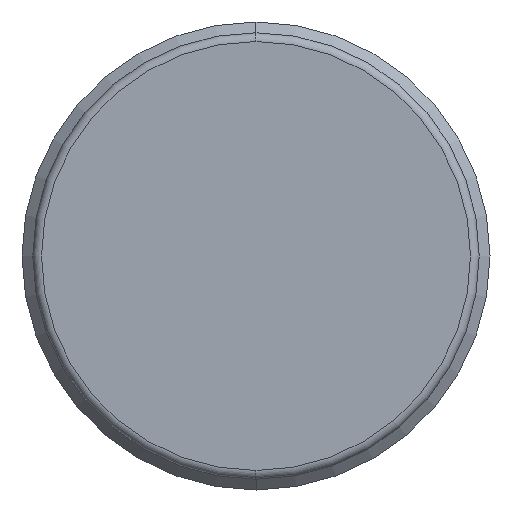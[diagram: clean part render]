
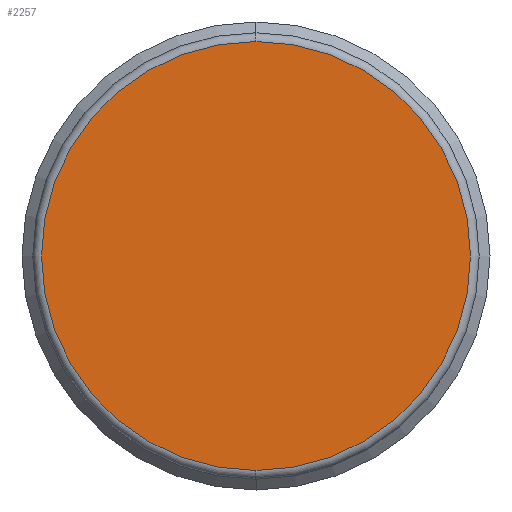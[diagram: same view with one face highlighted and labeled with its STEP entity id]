
A CAD part, left-side view. The second image highlights one B-rep face of the part: STEP entity #2257.
In plain terms, the highlighted planar face has unit normal (-1, 0, 0).
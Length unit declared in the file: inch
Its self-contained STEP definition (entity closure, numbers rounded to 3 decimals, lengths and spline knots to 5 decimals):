
#193 = AXIS2_PLACEMENT_3D ( 'NONE', #2048, #1115, #757 ) ;
#377 = EDGE_CURVE ( 'NONE', #1216, #1230, #2320, .T. ) ;
#406 = CIRCLE ( 'NONE', #690, 0.36661 ) ;
#432 = DIRECTION ( 'NONE',  ( 0., 0., -1. ) ) ;
#560 = AXIS2_PLACEMENT_3D ( 'NONE', #671, #1845, #1076 ) ;
#562 = CARTESIAN_POINT ( 'NONE',  ( 0., 0., -0.36661 ) ) ;
#671 = CARTESIAN_POINT ( 'NONE',  ( 0., 0., 0. ) ) ;
#690 = AXIS2_PLACEMENT_3D ( 'NONE', #1392, #1412, #432 ) ;
#757 = DIRECTION ( 'NONE',  ( 0., 0., -1. ) ) ;
#1076 = DIRECTION ( 'NONE',  ( 0., 0., 1. ) ) ;
#1087 = PLANE ( 'NONE',  #560 ) ;
#1115 = DIRECTION ( 'NONE',  ( 1., 0., 0. ) ) ;
#1216 = VERTEX_POINT ( 'NONE', #562 ) ;
#1230 = VERTEX_POINT ( 'NONE', #1798 ) ;
#1392 = CARTESIAN_POINT ( 'NONE',  ( 0., 0., 0. ) ) ;
#1412 = DIRECTION ( 'NONE',  ( 1., 0., 0. ) ) ;
#1665 = FACE_OUTER_BOUND ( 'NONE', #2393, .T. ) ;
#1798 = CARTESIAN_POINT ( 'NONE',  ( 0., 0., 0.36661 ) ) ;
#1812 = ORIENTED_EDGE ( 'NONE', *, *, #377, .F. ) ;
#1845 = DIRECTION ( 'NONE',  ( -1., 0., 0. ) ) ;
#2048 = CARTESIAN_POINT ( 'NONE',  ( 0., 0., 0. ) ) ;
#2083 = EDGE_CURVE ( 'NONE', #1230, #1216, #406, .T. ) ;
#2257 = ADVANCED_FACE ( 'NONE', ( #1665 ), #1087, .T. ) ;
#2320 = CIRCLE ( 'NONE', #193, 0.36661 ) ;
#2393 = EDGE_LOOP ( 'NONE', ( #1812, #2432 ) ) ;
#2432 = ORIENTED_EDGE ( 'NONE', *, *, #2083, .F. ) ;
